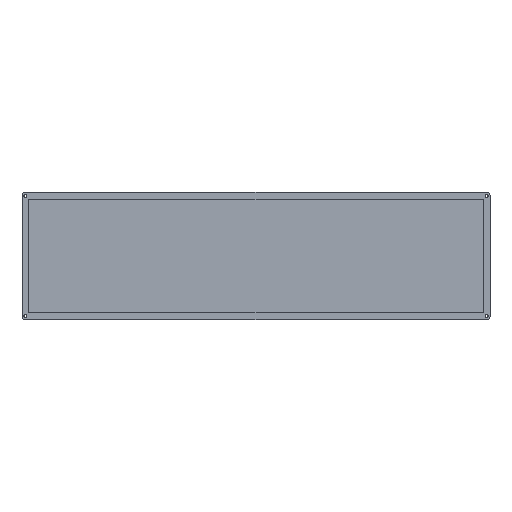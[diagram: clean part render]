
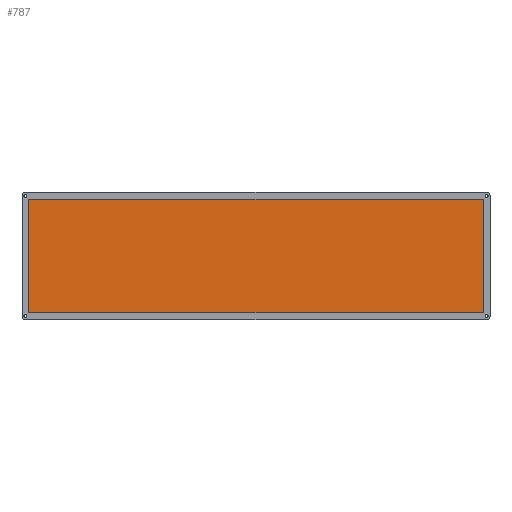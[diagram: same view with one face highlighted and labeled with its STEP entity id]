
A CAD part, top view. The second image highlights one B-rep face of the part: STEP entity #787.
In plain terms, the highlighted planar face has unit normal (0, 0, 1).
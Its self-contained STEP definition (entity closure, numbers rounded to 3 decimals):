
#119=FACE_OUTER_BOUND('',#175,.T.);
#175=EDGE_LOOP('',(#691,#692,#693,#694));
#250=LINE('',#1301,#326);
#253=LINE('',#1306,#329);
#255=LINE('',#1310,#331);
#257=LINE('',#1313,#333);
#326=VECTOR('',#1079,10.);
#329=VECTOR('',#1084,10.);
#331=VECTOR('',#1088,10.);
#333=VECTOR('',#1092,10.);
#399=VERTEX_POINT('',#1299);
#400=VERTEX_POINT('',#1300);
#401=VERTEX_POINT('',#1305);
#402=VERTEX_POINT('',#1309);
#498=EDGE_CURVE('',#399,#400,#250,.T.);
#501=EDGE_CURVE('',#400,#401,#253,.T.);
#503=EDGE_CURVE('',#402,#399,#255,.T.);
#505=EDGE_CURVE('',#401,#402,#257,.T.);
#691=ORIENTED_EDGE('',*,*,#501,.F.);
#692=ORIENTED_EDGE('',*,*,#498,.F.);
#693=ORIENTED_EDGE('',*,*,#503,.F.);
#694=ORIENTED_EDGE('',*,*,#505,.F.);
#742=PLANE('',#874);
#787=ADVANCED_FACE('',(#119),#742,.T.);
#874=AXIS2_PLACEMENT_3D('',#1316,#1096,#1097);
#1079=DIRECTION('',(0.,-1.,0.));
#1084=DIRECTION('',(-1.,0.,0.));
#1088=DIRECTION('',(1.,0.,0.));
#1092=DIRECTION('',(0.,1.,0.));
#1096=DIRECTION('center_axis',(0.,0.,1.));
#1097=DIRECTION('ref_axis',(1.,0.,0.));
#1299=CARTESIAN_POINT('',(457.054,45.948,3.));
#1300=CARTESIAN_POINT('',(457.054,-79.552,3.));
#1301=CARTESIAN_POINT('',(457.054,14.573,3.));
#1305=CARTESIAN_POINT('',(-45.446,-79.552,3.));
#1306=CARTESIAN_POINT('',(331.429,-79.552,3.));
#1309=CARTESIAN_POINT('',(-45.446,45.948,3.));
#1310=CARTESIAN_POINT('',(80.179,45.948,3.));
#1313=CARTESIAN_POINT('',(-45.446,-48.177,3.));
#1316=CARTESIAN_POINT('Origin',(205.804,-16.802,3.));
